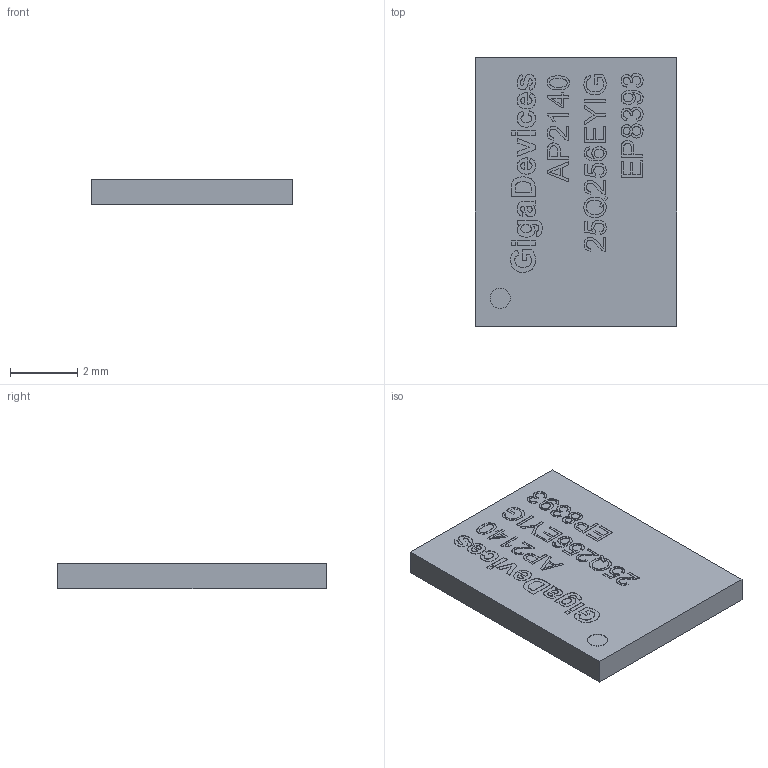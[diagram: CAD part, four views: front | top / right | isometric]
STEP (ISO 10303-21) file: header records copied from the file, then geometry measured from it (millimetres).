
FILE_DESCRIPTION(/* description */ (''),/* implementation_level */ '2;1');
FILE_NAME(/* name */ '256Mbit GD25Q.step',/* time_stamp */ '2022-12-04T15:44:04+08:00',/* author */ (''),/* organization */ (''),/* preprocessor_version */ 'ST-DEVELOPER v19.2',/* originating_system */ 'Autodesk Translation Framework v11.17.0.187',/* authorisation */ '');
FILE_SCHEMA (('AUTOMOTIVE_DESIGN { 1 0 10303 214 3 1 1 }'));
Length unit declared in the file: millimetre
Products named in the file (1): 256Mbit
Bounding box: 6 x 8 x 0.75 mm (x, y, z)
Volume: 36 mm3; surface area: 118 mm2
Topology: 1 solids, 1 shells, 727 faces, 2022 edges, 1348 vertices
Faces by surface type: bspline 488, plane 238, cylinder 1
Full cylindrical faces by diameter (mm): 0.6 x1
Entity records: 27698 total; most frequent: CARTESIAN_POINT 12394, ORIENTED_EDGE 4044, EDGE_CURVE 2022, DIRECTION 1528, VERTEX_POINT 1348, LINE 1044, VECTOR 1044, B_SPLINE_CURVE_WITH_KNOTS 976
